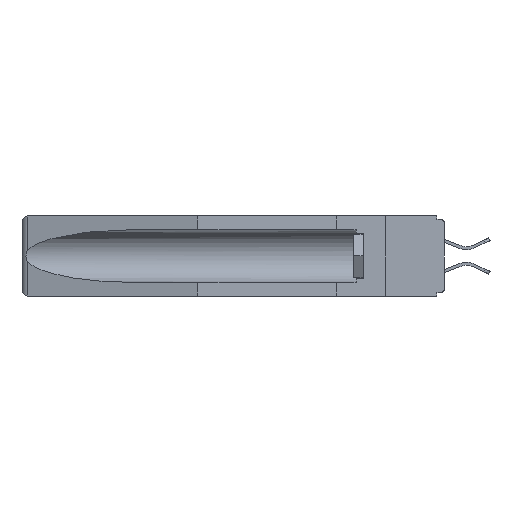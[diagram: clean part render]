
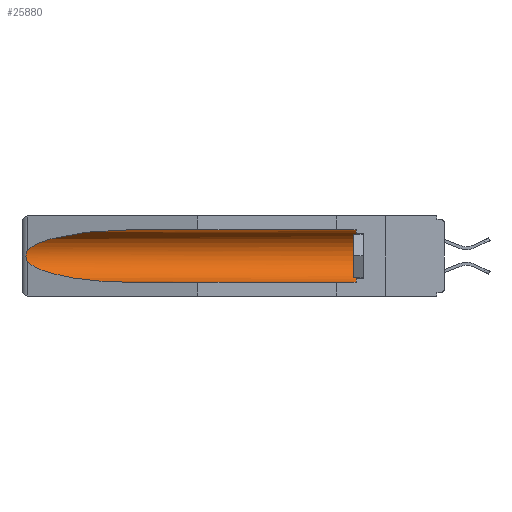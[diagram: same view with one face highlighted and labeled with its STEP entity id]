
A CAD part, left-side view. The second image highlights one B-rep face of the part: STEP entity #25880.
In plain terms, the highlighted cylindrical face has radius 2.857 mm (diameter 5.715 mm), a partial arc.
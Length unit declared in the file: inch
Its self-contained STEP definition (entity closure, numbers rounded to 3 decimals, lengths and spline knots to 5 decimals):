
#192 = CARTESIAN_POINT ( 'NONE',  ( 0.26654, 1.53092, -0.15636 ) ) ;
#767 = ORIENTED_EDGE ( 'NONE', *, *, #4282, .T. ) ;
#1653 = CARTESIAN_POINT ( 'NONE',  ( 0.155, -0.30754, -0.059 ) ) ;
#2086 = EDGE_CURVE ( 'NONE', #24281, #8338, #22255, .T. ) ;
#2317 = DIRECTION ( 'NONE',  ( 0., -1., 0. ) ) ;
#2570 = CARTESIAN_POINT ( 'NONE',  ( 0.2673, 1.5327, -0.16383 ) ) ;
#3185 = CARTESIAN_POINT ( 'NONE',  ( 0.26537, 1.52718, -0.14972 ) ) ;
#4148 = ORIENTED_EDGE ( 'NONE', *, *, #28915, .T. ) ;
#4282 = EDGE_CURVE ( 'NONE', #30510, #11806, #18353, .T. ) ;
#4338 =( BOUNDED_CURVE ( )  B_SPLINE_CURVE ( 3, ( #7909, #19618, #29157, #3185 ),
 .UNSPECIFIED., .F., .F. ) 
 B_SPLINE_CURVE_WITH_KNOTS ( ( 4, 4 ),
 ( 4.71239, 6.08839 ),
 .UNSPECIFIED. ) 
 CURVE ( )  GEOMETRIC_REPRESENTATION_ITEM ( )  RATIONAL_B_SPLINE_CURVE ( ( 1., 0.848, 0.848, 1. ) ) 
 REPRESENTATION_ITEM ( '' )  );
#4747 = EDGE_LOOP ( 'NONE', ( #4148, #17700, #767, #17187, #8577, #29720 ) ) ;
#5226 = LINE ( 'NONE', #28271, #26559 ) ;
#7909 = CARTESIAN_POINT ( 'NONE',  ( 0.155, 1.07973, -0.059 ) ) ;
#8338 = VERTEX_POINT ( 'NONE', #27881 ) ;
#8577 = ORIENTED_EDGE ( 'NONE', *, *, #29844, .T. ) ;
#8674 = AXIS2_PLACEMENT_3D ( 'NONE', #11910, #2317, #23923 ) ;
#9335 = FACE_OUTER_BOUND ( 'NONE', #4747, .T. ) ;
#9683 = CARTESIAN_POINT ( 'NONE',  ( 0.2673, 1.53269, -0.17917 ) ) ;
#9895 = DIRECTION ( 'NONE',  ( 0., 1., 0. ) ) ;
#10260 = CARTESIAN_POINT ( 'NONE',  ( 0.26537, 1.52718, -0.14972 ) ) ;
#11337 = DIRECTION ( 'NONE',  ( 0., 1., 0. ) ) ;
#11806 = VERTEX_POINT ( 'NONE', #30067 ) ;
#11870 = CARTESIAN_POINT ( 'NONE',  ( 0.2675, 1.53308, -0.17534 ) ) ;
#11910 = CARTESIAN_POINT ( 'NONE',  ( 0.155, 0.126, -0.1715 ) ) ;
#11973 = CARTESIAN_POINT ( 'NONE',  ( 0.26537, 1.52718, -0.19328 ) ) ;
#12081 = CARTESIAN_POINT ( 'NONE',  ( 0.26655, 1.53094, -0.18657 ) ) ;
#13275 = CARTESIAN_POINT ( 'NONE',  ( 0.26537, 1.52718, -0.19328 ) ) ;
#13498 = CARTESIAN_POINT ( 'NONE',  ( 0.155, 0.126, -0.284 ) ) ;
#14255 = CARTESIAN_POINT ( 'NONE',  ( 0.25451, 1.48313, -0.24835 ) ) ;
#14514 = B_SPLINE_CURVE_WITH_KNOTS ( 'NONE', 3,
 ( #16792, #26271, #192, #2570, #16898, #11870, #9683, #12081, #21495, #26162 ),
 .UNSPECIFIED., .F., .F.,
 ( 4, 2, 2, 2, 4 ),
 ( 0., 0.00029, 0.00058, 0.00087, 0.00117 ),
 .UNSPECIFIED. ) ;
#15030 = VERTEX_POINT ( 'NONE', #13498 ) ;
#16792 = CARTESIAN_POINT ( 'NONE',  ( 0.26537, 1.52718, -0.14972 ) ) ;
#16898 = CARTESIAN_POINT ( 'NONE',  ( 0.2675, 1.53308, -0.16763 ) ) ;
#17187 = ORIENTED_EDGE ( 'NONE', *, *, #17828, .F. ) ;
#17700 = ORIENTED_EDGE ( 'NONE', *, *, #25706, .T. ) ;
#17828 = EDGE_CURVE ( 'NONE', #15030, #11806, #5226, .T. ) ;
#18353 =( BOUNDED_CURVE ( )  B_SPLINE_CURVE ( 3, ( #11973, #14255, #28635, #21699 ),
 .UNSPECIFIED., .F., .F. ) 
 B_SPLINE_CURVE_WITH_KNOTS ( ( 4, 4 ),
 ( 0.1948, 1.5708 ),
 .UNSPECIFIED. ) 
 CURVE ( )  GEOMETRIC_REPRESENTATION_ITEM ( )  RATIONAL_B_SPLINE_CURVE ( ( 1., 0.848, 0.848, 1. ) ) 
 REPRESENTATION_ITEM ( '' )  );
#19618 = CARTESIAN_POINT ( 'NONE',  ( 0.21114, 1.30732, -0.059 ) ) ;
#21495 = CARTESIAN_POINT ( 'NONE',  ( 0.26597, 1.5296, -0.19026 ) ) ;
#21699 = CARTESIAN_POINT ( 'NONE',  ( 0.155, 1.07973, -0.284 ) ) ;
#22255 = LINE ( 'NONE', #1653, #27083 ) ;
#22394 = CYLINDRICAL_SURFACE ( 'NONE', #24164, 0.1125 ) ;
#23923 = DIRECTION ( 'NONE',  ( 0., 0., 1. ) ) ;
#24164 = AXIS2_PLACEMENT_3D ( 'NONE', #24401, #9895, #26585 ) ;
#24281 = VERTEX_POINT ( 'NONE', #27399 ) ;
#24401 = CARTESIAN_POINT ( 'NONE',  ( 0.155, -0.30754, -0.1715 ) ) ;
#24751 = VERTEX_POINT ( 'NONE', #10260 ) ;
#25706 = EDGE_CURVE ( 'NONE', #24751, #30510, #14514, .T. ) ;
#25830 = CIRCLE ( 'NONE', #8674, 0.1125 ) ;
#25880 = ADVANCED_FACE ( 'NONE', ( #9335 ), #22394, .F. ) ;
#26162 = CARTESIAN_POINT ( 'NONE',  ( 0.26537, 1.52718, -0.19328 ) ) ;
#26271 = CARTESIAN_POINT ( 'NONE',  ( 0.26597, 1.52961, -0.15275 ) ) ;
#26559 = VECTOR ( 'NONE', #28172, 39.37008 ) ;
#26585 = DIRECTION ( 'NONE',  ( 0., 0., 1. ) ) ;
#27083 = VECTOR ( 'NONE', #11337, 39.37008 ) ;
#27399 = CARTESIAN_POINT ( 'NONE',  ( 0.155, 0.126, -0.059 ) ) ;
#27881 = CARTESIAN_POINT ( 'NONE',  ( 0.155, 1.07973, -0.059 ) ) ;
#28172 = DIRECTION ( 'NONE',  ( 0., 1., 0. ) ) ;
#28271 = CARTESIAN_POINT ( 'NONE',  ( 0.155, -0.30754, -0.284 ) ) ;
#28635 = CARTESIAN_POINT ( 'NONE',  ( 0.21114, 1.30732, -0.284 ) ) ;
#28915 = EDGE_CURVE ( 'NONE', #8338, #24751, #4338, .T. ) ;
#29157 = CARTESIAN_POINT ( 'NONE',  ( 0.25451, 1.48313, -0.09465 ) ) ;
#29720 = ORIENTED_EDGE ( 'NONE', *, *, #2086, .T. ) ;
#29844 = EDGE_CURVE ( 'NONE', #15030, #24281, #25830, .T. ) ;
#30067 = CARTESIAN_POINT ( 'NONE',  ( 0.155, 1.07973, -0.284 ) ) ;
#30510 = VERTEX_POINT ( 'NONE', #13275 ) ;
